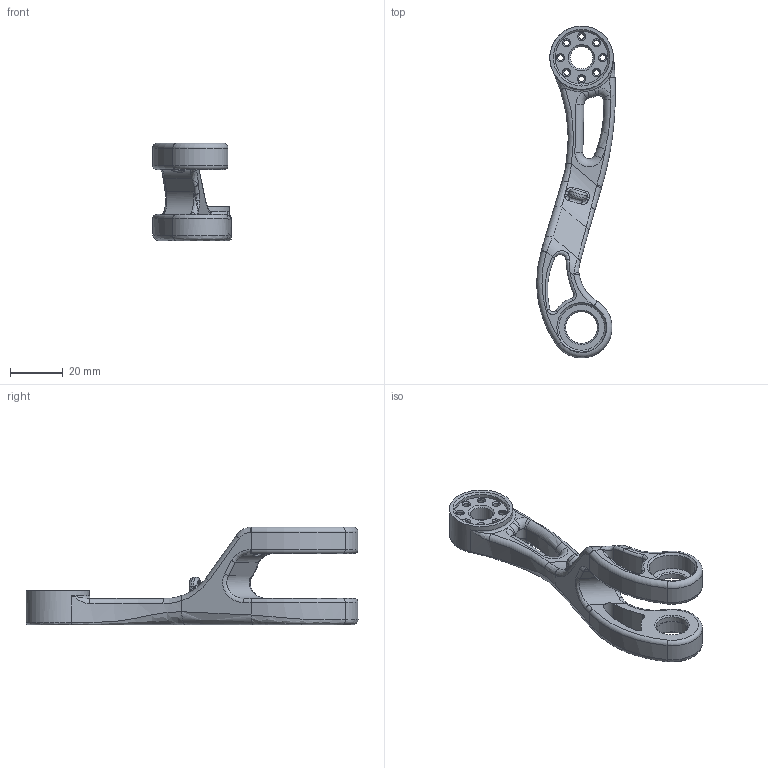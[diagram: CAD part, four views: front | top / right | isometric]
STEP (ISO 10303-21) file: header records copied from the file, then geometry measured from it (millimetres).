
FILE_DESCRIPTION(/* description */ (''),/* implementation_level */ '2;1');
FILE_NAME(/* name */ '',/* time_stamp */ '2025-03-13T19:53:11+03:00',/* author */ ('Edward_Higgins'),/* organization */ (''),/* preprocessor_version */ 'ST-DEVELOPER v20',/* originating_system */ 'Autodesk Inventor 2025',/* authorisation */ '');
FILE_SCHEMA (('AUTOMOTIVE_DESIGN { 1 0 10303 214 3 1 1 }'));
Length unit declared in the file: millimetre
Products named in the file (1): Тяга передняя_
Зеркало
Bounding box: 29.75 x 125.5 x 37 mm (x, y, z)
Volume: 23334.5 mm3; surface area: 12282.7 mm2
Topology: 1 solids, 1 shells, 194 faces, 479 edges, 281 vertices
Faces by surface type: bspline 58, cylinder 58, torus 40, plane 19, cone 19
Full cylindrical faces by diameter (mm): 2 x1, 2.1 x8, 8.5 x1, 12 x2, 17.3 x2, 20 x1, 21 x1, 24 x1
Entity records: 8126 total; most frequent: CARTESIAN_POINT 3686, ORIENTED_EDGE 950, DIRECTION 887, EDGE_CURVE 475, AXIS2_PLACEMENT_3D 394, VERTEX_POINT 281, CIRCLE 236, EDGE_LOOP 222
